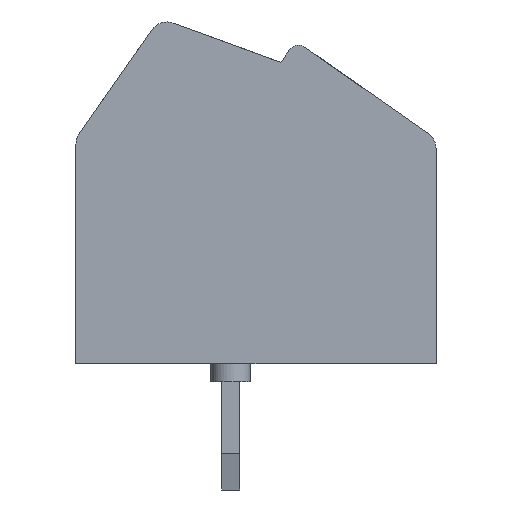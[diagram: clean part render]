
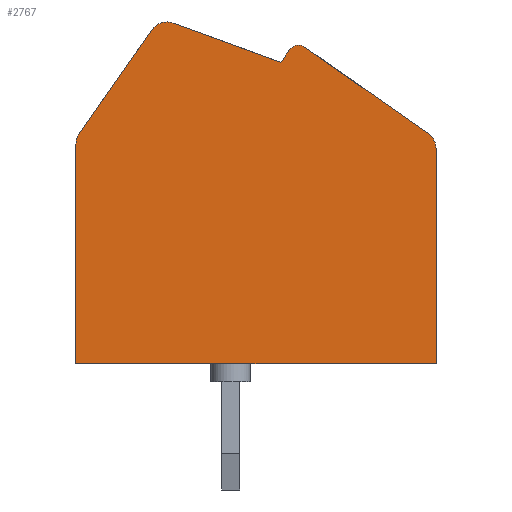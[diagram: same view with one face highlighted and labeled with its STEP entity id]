
A CAD part, left-side view. The second image highlights one B-rep face of the part: STEP entity #2767.
In plain terms, the highlighted planar face has unit normal (-1, 0, 0).
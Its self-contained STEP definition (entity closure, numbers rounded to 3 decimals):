
#137=CIRCLE($,#3018,0.5);
#138=CIRCLE($,#3019,0.5);
#139=CIRCLE($,#3020,0.3);
#140=CIRCLE($,#3021,0.5);
#277=FACE_OUTER_BOUND($,#463,.T.);
#463=EDGE_LOOP($,(#2254,#2255,#2256,#2257,#2258,#2259,#2260,#2261,#2262,
#2263,#2264));
#761=LINE($,#4486,#1062);
#762=LINE($,#4488,#1063);
#763=LINE($,#4490,#1064);
#764=LINE($,#4494,#1065);
#765=LINE($,#4498,#1066);
#766=LINE($,#4500,#1067);
#767=LINE($,#4503,#1068);
#1062=VECTOR($,#3666,6.109);
#1063=VECTOR($,#3667,10.);
#1064=VECTOR($,#3668,5.988);
#1065=VECTOR($,#3671,4.192);
#1066=VECTOR($,#3674,0.426);
#1067=VECTOR($,#3675,3.188);
#1068=VECTOR($,#3678,3.529);
#1322=VERTEX_POINT($,#4482);
#1323=VERTEX_POINT($,#4483);
#1324=VERTEX_POINT($,#4485);
#1325=VERTEX_POINT($,#4487);
#1326=VERTEX_POINT($,#4489);
#1327=VERTEX_POINT($,#4491);
#1328=VERTEX_POINT($,#4493);
#1329=VERTEX_POINT($,#4495);
#1330=VERTEX_POINT($,#4497);
#1331=VERTEX_POINT($,#4499);
#1332=VERTEX_POINT($,#4501);
#1651=EDGE_CURVE($,#1322,#1323,#137,.T.);
#1652=EDGE_CURVE($,#1322,#1324,#761,.T.);
#1653=EDGE_CURVE($,#1324,#1325,#762,.T.);
#1654=EDGE_CURVE($,#1325,#1326,#763,.T.);
#1655=EDGE_CURVE($,#1327,#1326,#138,.T.);
#1656=EDGE_CURVE($,#1327,#1328,#764,.T.);
#1657=EDGE_CURVE($,#1329,#1328,#139,.T.);
#1658=EDGE_CURVE($,#1329,#1330,#765,.T.);
#1659=EDGE_CURVE($,#1330,#1331,#766,.T.);
#1660=EDGE_CURVE($,#1332,#1331,#140,.T.);
#1661=EDGE_CURVE($,#1332,#1323,#767,.T.);
#2254=ORIENTED_EDGE($,*,*,#1651,.F.);
#2255=ORIENTED_EDGE($,*,*,#1652,.T.);
#2256=ORIENTED_EDGE($,*,*,#1653,.T.);
#2257=ORIENTED_EDGE($,*,*,#1654,.T.);
#2258=ORIENTED_EDGE($,*,*,#1655,.F.);
#2259=ORIENTED_EDGE($,*,*,#1656,.T.);
#2260=ORIENTED_EDGE($,*,*,#1657,.F.);
#2261=ORIENTED_EDGE($,*,*,#1658,.T.);
#2262=ORIENTED_EDGE($,*,*,#1659,.T.);
#2263=ORIENTED_EDGE($,*,*,#1660,.F.);
#2264=ORIENTED_EDGE($,*,*,#1661,.T.);
#2604=PLANE($,#3017);
#2767=ADVANCED_FACE($,(#277),#2604,.F.);
#3017=AXIS2_PLACEMENT_3D($,#4481,#3662,#3663);
#3018=AXIS2_PLACEMENT_3D($,#4484,#3664,#3665);
#3019=AXIS2_PLACEMENT_3D($,#4492,#3669,#3670);
#3020=AXIS2_PLACEMENT_3D($,#4496,#3672,#3673);
#3021=AXIS2_PLACEMENT_3D($,#4502,#3676,#3677);
#3662=DIRECTION('center_axis',(1.,0.,0.));
#3663=DIRECTION('ref_axis',(0.,1.,0.));
#3664=DIRECTION('center_axis',(1.,0.,0.));
#3665=DIRECTION('ref_axis',(0.,1.,0.));
#3666=DIRECTION($,(0.,0.,-1.));
#3667=DIRECTION($,(0.,-1.,0.));
#3668=DIRECTION($,(0.,0.,1.));
#3669=DIRECTION('center_axis',(1.,0.,0.));
#3670=DIRECTION('ref_axis',(0.,1.,0.));
#3671=DIRECTION($,(0.,0.819,0.574));
#3672=DIRECTION('center_axis',(1.,0.,0.));
#3673=DIRECTION('ref_axis',(0.,1.,0.));
#3674=DIRECTION($,(0.,0.574,-0.819));
#3675=DIRECTION($,(0.,0.94,0.342));
#3676=DIRECTION('center_axis',(1.,0.,0.));
#3677=DIRECTION('ref_axis',(0.,1.,0.));
#3678=DIRECTION($,(0.,0.574,-0.819));
#4481=CARTESIAN_POINT('Origin',(-7.25,29.345,-13.864));
#4482=CARTESIAN_POINT('',(-7.25,4.3,6.109));
#4483=CARTESIAN_POINT('',(-7.25,4.21,6.396));
#4484=CARTESIAN_POINT('Origin',(-7.25,3.8,6.109));
#4485=CARTESIAN_POINT('',(-7.25,4.3,0.));
#4486=CARTESIAN_POINT($,(-7.25,4.3,-13.864));
#4487=CARTESIAN_POINT('',(-7.25,-5.7,0.));
#4488=CARTESIAN_POINT($,(-7.25,29.345,0.));
#4489=CARTESIAN_POINT('',(-7.25,-5.7,5.988));
#4490=CARTESIAN_POINT($,(-7.25,-5.7,-13.864));
#4491=CARTESIAN_POINT('',(-7.25,-5.487,6.397));
#4492=CARTESIAN_POINT('Origin',(-7.25,-5.2,5.988));
#4493=CARTESIAN_POINT('',(-7.25,-2.053,8.802));
#4494=CARTESIAN_POINT($,(-7.25,29.345,30.787));
#4495=CARTESIAN_POINT('',(-7.25,-1.635,8.728));
#4496=CARTESIAN_POINT('Origin',(-7.25,-1.881,8.556));
#4497=CARTESIAN_POINT('',(-7.25,-1.391,8.379));
#4498=CARTESIAN_POINT($,(-7.25,14.184,-13.864));
#4499=CARTESIAN_POINT('',(-7.25,1.605,9.47));
#4500=CARTESIAN_POINT($,(-7.25,29.345,19.566));
#4501=CARTESIAN_POINT('',(-7.25,2.186,9.287));
#4502=CARTESIAN_POINT('Origin',(-7.25,1.776,9.));
#4503=CARTESIAN_POINT($,(-7.25,18.396,-13.864));
